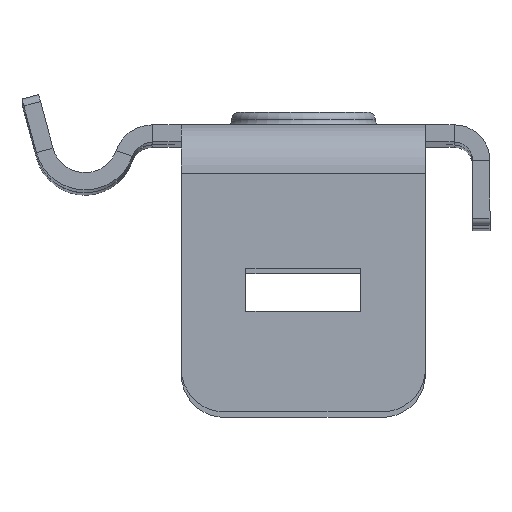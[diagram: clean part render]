
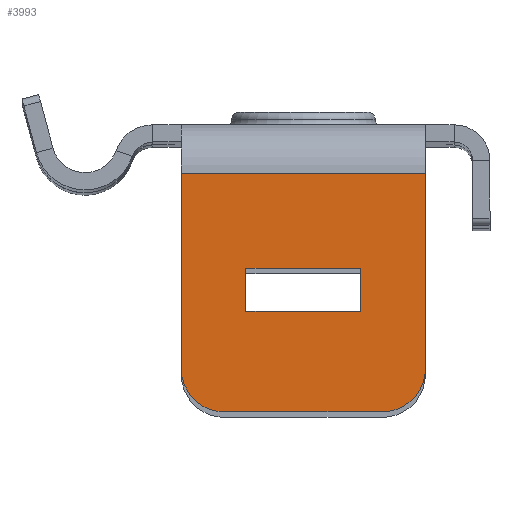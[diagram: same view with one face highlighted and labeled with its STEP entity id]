
A CAD part, top view. The second image highlights one B-rep face of the part: STEP entity #3993.
In plain terms, the highlighted planar face has unit normal (0, 0, 1).
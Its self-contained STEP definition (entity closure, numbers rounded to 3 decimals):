
#11 = DIRECTION ( 'NONE',  ( 0., 0., 1. ) ) ;
#76 = VECTOR ( 'NONE', #673, 1000. ) ;
#98 = DIRECTION ( 'NONE',  ( 0., -1., 0. ) ) ;
#116 = VECTOR ( 'NONE', #3112, 1000. ) ;
#186 = ORIENTED_EDGE ( 'NONE', *, *, #3926, .F. ) ;
#224 = CARTESIAN_POINT ( 'NONE',  ( -14.5, -8.8, 223.4 ) ) ;
#230 = VERTEX_POINT ( 'NONE', #1900 ) ;
#338 = CARTESIAN_POINT ( 'NONE',  ( -6.5, -8.8, 223.4 ) ) ;
#424 = DIRECTION ( 'NONE',  ( 0., 0., 1. ) ) ;
#443 = CARTESIAN_POINT ( 'NONE',  ( 0., 0., 223.4 ) ) ;
#485 = EDGE_CURVE ( 'NONE', #3940, #1067, #1539, .T. ) ;
#495 = VECTOR ( 'NONE', #4010, 1000. ) ;
#557 = CARTESIAN_POINT ( 'NONE',  ( -19., -2.2, 223.4 ) ) ;
#673 = DIRECTION ( 'NONE',  ( 0., 1., 0. ) ) ;
#853 = EDGE_CURVE ( 'NONE', #230, #2514, #3915, .T. ) ;
#873 = VERTEX_POINT ( 'NONE', #1454 ) ;
#901 = ORIENTED_EDGE ( 'NONE', *, *, #1594, .T. ) ;
#954 = VECTOR ( 'NONE', #1619, 1000. ) ;
#1011 = LINE ( 'NONE', #2424, #116 ) ;
#1067 = VERTEX_POINT ( 'NONE', #1689 ) ;
#1213 = CARTESIAN_POINT ( 'NONE',  ( -6.5, -11.8, 223.4 ) ) ;
#1228 = CARTESIAN_POINT ( 'NONE',  ( -2., -2.2, 223.4 ) ) ;
#1336 = EDGE_CURVE ( 'NONE', #1067, #873, #1863, .T. ) ;
#1352 = CARTESIAN_POINT ( 'NONE',  ( -2., -18.8, 223.4 ) ) ;
#1389 = ORIENTED_EDGE ( 'NONE', *, *, #3648, .T. ) ;
#1397 = LINE ( 'NONE', #1352, #1981 ) ;
#1428 = FACE_OUTER_BOUND ( 'NONE', #3972, .T. ) ;
#1454 = CARTESIAN_POINT ( 'NONE',  ( -14.5, -11.8, 223.4 ) ) ;
#1476 = CARTESIAN_POINT ( 'NONE',  ( -19., 0., 223.4 ) ) ;
#1539 = LINE ( 'NONE', #1213, #3795 ) ;
#1594 = EDGE_CURVE ( 'NONE', #873, #2346, #4170, .T. ) ;
#1605 = ORIENTED_EDGE ( 'NONE', *, *, #4218, .F. ) ;
#1619 = DIRECTION ( 'NONE',  ( -1., 0., 0. ) ) ;
#1680 = VERTEX_POINT ( 'NONE', #1228 ) ;
#1689 = CARTESIAN_POINT ( 'NONE',  ( -6.5, -11.8, 223.4 ) ) ;
#1775 = PLANE ( 'NONE',  #2189 ) ;
#1799 = DIRECTION ( 'NONE',  ( 0., 1., 0. ) ) ;
#1863 = LINE ( 'NONE', #3911, #3107 ) ;
#1873 = CARTESIAN_POINT ( 'NONE',  ( -2., -15.8, 223.4 ) ) ;
#1900 = CARTESIAN_POINT ( 'NONE',  ( -19., -15.8, 223.4 ) ) ;
#1907 = VERTEX_POINT ( 'NONE', #3500 ) ;
#1943 = CARTESIAN_POINT ( 'NONE',  ( -5., -18.8, 223.4 ) ) ;
#1965 = LINE ( 'NONE', #3362, #954 ) ;
#1981 = VECTOR ( 'NONE', #4226, 1000. ) ;
#2189 = AXIS2_PLACEMENT_3D ( 'NONE', #443, #11, #98 ) ;
#2228 = ORIENTED_EDGE ( 'NONE', *, *, #3419, .T. ) ;
#2346 = VERTEX_POINT ( 'NONE', #3943 ) ;
#2424 = CARTESIAN_POINT ( 'NONE',  ( -19., -18.8, 223.4 ) ) ;
#2439 = CARTESIAN_POINT ( 'NONE',  ( -14.5, -11.8, 223.4 ) ) ;
#2504 = EDGE_CURVE ( 'NONE', #230, #1907, #4255, .T. ) ;
#2514 = VERTEX_POINT ( 'NONE', #557 ) ;
#2561 = DIRECTION ( 'NONE',  ( 0., -1., 0. ) ) ;
#2620 = EDGE_LOOP ( 'NONE', ( #3011, #3668, #3461, #901 ) ) ;
#2853 = AXIS2_PLACEMENT_3D ( 'NONE', #4054, #3699, #4074 ) ;
#3011 = ORIENTED_EDGE ( 'NONE', *, *, #3298, .T. ) ;
#3107 = VECTOR ( 'NONE', #3263, 1000. ) ;
#3112 = DIRECTION ( 'NONE',  ( -1., 0., 0. ) ) ;
#3172 = VERTEX_POINT ( 'NONE', #1873 ) ;
#3192 = FACE_BOUND ( 'NONE', #2620, .T. ) ;
#3263 = DIRECTION ( 'NONE',  ( -1., 0., 0. ) ) ;
#3298 = EDGE_CURVE ( 'NONE', #2346, #3940, #3340, .T. ) ;
#3306 = DIRECTION ( 'NONE',  ( 0., -1., 0. ) ) ;
#3340 = LINE ( 'NONE', #224, #495 ) ;
#3362 = CARTESIAN_POINT ( 'NONE',  ( 0., -2.2, 223.4 ) ) ;
#3410 = VERTEX_POINT ( 'NONE', #1943 ) ;
#3415 = ORIENTED_EDGE ( 'NONE', *, *, #853, .F. ) ;
#3419 = EDGE_CURVE ( 'NONE', #1680, #2514, #1965, .T. ) ;
#3429 = CIRCLE ( 'NONE', #3651, 3. ) ;
#3461 = ORIENTED_EDGE ( 'NONE', *, *, #1336, .T. ) ;
#3500 = CARTESIAN_POINT ( 'NONE',  ( -16., -18.8, 223.4 ) ) ;
#3648 = EDGE_CURVE ( 'NONE', #3410, #3172, #3429, .T. ) ;
#3651 = AXIS2_PLACEMENT_3D ( 'NONE', #3914, #424, #2561 ) ;
#3668 = ORIENTED_EDGE ( 'NONE', *, *, #485, .T. ) ;
#3699 = DIRECTION ( 'NONE',  ( 0., 0., 1. ) ) ;
#3771 = ORIENTED_EDGE ( 'NONE', *, *, #2504, .T. ) ;
#3795 = VECTOR ( 'NONE', #3306, 1000. ) ;
#3911 = CARTESIAN_POINT ( 'NONE',  ( -14.5, -11.8, 223.4 ) ) ;
#3914 = CARTESIAN_POINT ( 'NONE',  ( -5., -15.8, 223.4 ) ) ;
#3915 = LINE ( 'NONE', #1476, #4015 ) ;
#3926 = EDGE_CURVE ( 'NONE', #3410, #1907, #1011, .T. ) ;
#3940 = VERTEX_POINT ( 'NONE', #338 ) ;
#3943 = CARTESIAN_POINT ( 'NONE',  ( -14.5, -8.8, 223.4 ) ) ;
#3972 = EDGE_LOOP ( 'NONE', ( #186, #1389, #1605, #2228, #3415, #3771 ) ) ;
#3993 = ADVANCED_FACE ( 'NONE', ( #1428, #3192 ), #1775, .T. ) ;
#4010 = DIRECTION ( 'NONE',  ( 1., 0., 0. ) ) ;
#4015 = VECTOR ( 'NONE', #1799, 1000. ) ;
#4054 = CARTESIAN_POINT ( 'NONE',  ( -16., -15.8, 223.4 ) ) ;
#4074 = DIRECTION ( 'NONE',  ( 0., -1., 0. ) ) ;
#4170 = LINE ( 'NONE', #2439, #76 ) ;
#4218 = EDGE_CURVE ( 'NONE', #1680, #3172, #1397, .T. ) ;
#4226 = DIRECTION ( 'NONE',  ( 0., -1., 0. ) ) ;
#4255 = CIRCLE ( 'NONE', #2853, 3. ) ;
